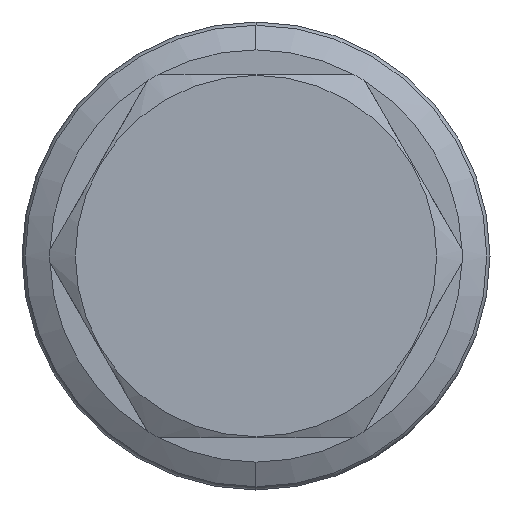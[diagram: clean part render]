
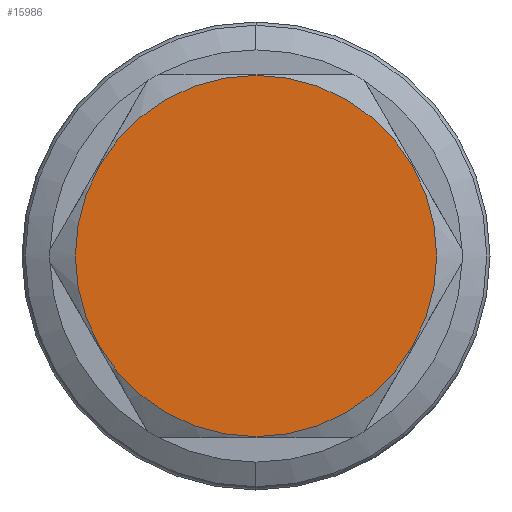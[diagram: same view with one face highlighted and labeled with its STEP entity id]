
A CAD part, left-side view. The second image highlights one B-rep face of the part: STEP entity #15986.
In plain terms, the highlighted planar face has unit normal (-1, 0, 0).
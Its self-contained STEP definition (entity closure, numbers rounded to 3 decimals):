
#410 = ORIENTED_EDGE ( 'NONE', *, *, #3500, .T. ) ;
#505 = VERTEX_POINT ( 'NONE', #1166 ) ;
#562 = CIRCLE ( 'NONE', #12848, 20.5 ) ;
#787 = DIRECTION ( 'NONE',  ( 0., 0., 1. ) ) ;
#952 = CARTESIAN_POINT ( 'NONE',  ( 0., 0., 20.5 ) ) ;
#1153 = FACE_OUTER_BOUND ( 'NONE', #7032, .T. ) ;
#1166 = CARTESIAN_POINT ( 'NONE',  ( 0., 0., -20.5 ) ) ;
#1330 = VERTEX_POINT ( 'NONE', #952 ) ;
#3393 = ORIENTED_EDGE ( 'NONE', *, *, #5808, .T. ) ;
#3500 = EDGE_CURVE ( 'NONE', #505, #1330, #562, .T. ) ;
#4175 = DIRECTION ( 'NONE',  ( 1., 0., 0. ) ) ;
#5808 = EDGE_CURVE ( 'NONE', #1330, #505, #6421, .T. ) ;
#5845 = AXIS2_PLACEMENT_3D ( 'NONE', #15092, #16404, #15537 ) ;
#6421 = CIRCLE ( 'NONE', #5845, 20.5 ) ;
#6531 = CARTESIAN_POINT ( 'NONE',  ( 0., 35.68, 20.6 ) ) ;
#7032 = EDGE_LOOP ( 'NONE', ( #410, #3393 ) ) ;
#9632 = CARTESIAN_POINT ( 'NONE',  ( 0., 0., 0. ) ) ;
#11505 = AXIS2_PLACEMENT_3D ( 'NONE', #6531, #4175, #15535 ) ;
#12848 = AXIS2_PLACEMENT_3D ( 'NONE', #9632, #16208, #787 ) ;
#15092 = CARTESIAN_POINT ( 'NONE',  ( 0., 0., 0. ) ) ;
#15535 = DIRECTION ( 'NONE',  ( 0., 0., -1. ) ) ;
#15537 = DIRECTION ( 'NONE',  ( 0., 0., 1. ) ) ;
#15590 = PLANE ( 'NONE',  #11505 ) ;
#15986 = ADVANCED_FACE ( 'NONE', ( #1153 ), #15590, .F. ) ;
#16208 = DIRECTION ( 'NONE',  ( -1., 0., 0. ) ) ;
#16404 = DIRECTION ( 'NONE',  ( -1., 0., 0. ) ) ;
